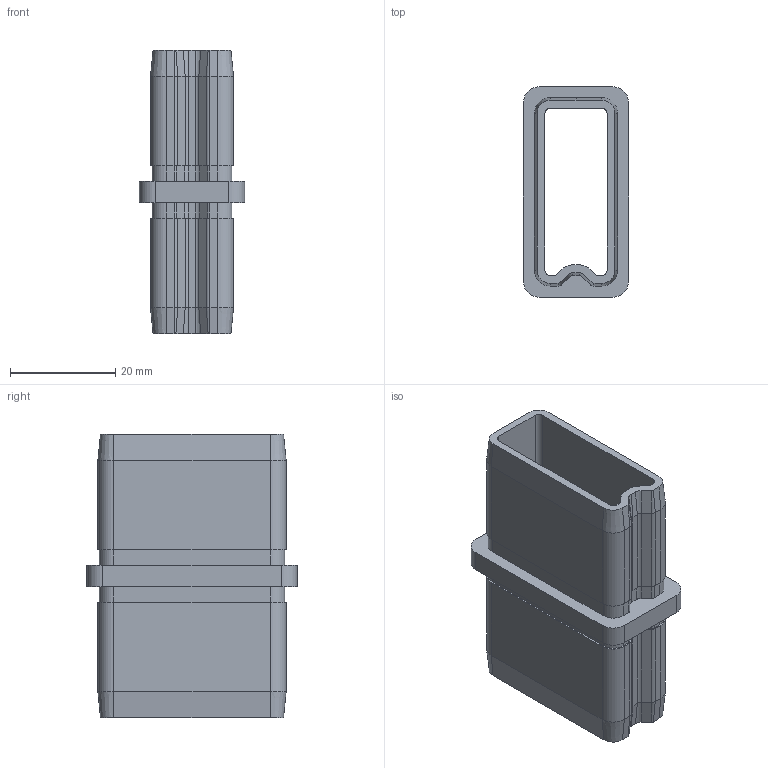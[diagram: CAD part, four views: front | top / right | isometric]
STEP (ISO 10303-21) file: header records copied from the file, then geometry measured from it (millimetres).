
FILE_DESCRIPTION (( 'STEP AP203' ), '1' );
FILE_NAME ('10104020.step', '2020-03-09T06:44:19', ( '' ), ( '' ), 'SwSTEP 2.0', 'SolidWorks 2015', '' );
FILE_SCHEMA (( 'CONFIG_CONTROL_DESIGN' ));
Length unit declared in the file: millimetre
Products named in the file (2): 10104020
Bounding box: 20 x 40 x 54 mm (x, y, z)
Volume: 10607.7 mm3; surface area: 10998.3 mm2
Topology: 1 solids, 1 shells, 532 faces, 1360 edges, 874 vertices
Faces by surface type: plane 313, bspline 155, cylinder 48, cone 16
Entity records: 25251 total; most frequent: CARTESIAN_POINT 13233, ORIENTED_EDGE 2720, DIRECTION 1910, EDGE_CURVE 1360, VECTOR 928, LINE 928, VERTEX_POINT 874, EDGE_LOOP 578
